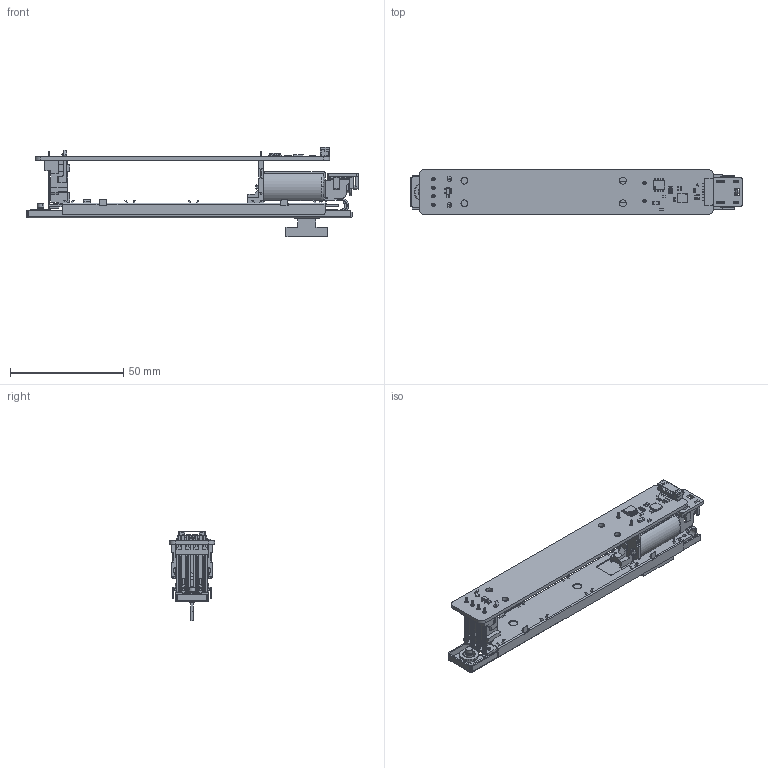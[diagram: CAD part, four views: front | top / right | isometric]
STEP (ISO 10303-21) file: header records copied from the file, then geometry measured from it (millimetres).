
FILE_DESCRIPTION(('FreeCAD Model'),'2;1');
FILE_NAME('motorized-poti.step', '2017-11-09T14:21:51',('kicad StepUp'),('ksu MCAD'), 'Open CASCADE STEP processor 6.8','FreeCAD','Unknown');
FILE_SCHEMA(('AUTOMOTIVE_DESIGN_CC2 { 1 2 10303 214 -1 1 5 4 }'));
Length unit declared in the file: millimetre
Products named in the file (18): Pcb; C_1206_; C_0603_; QFN-24_4x4mm_Pitch0.5mm_; C_0805_; C_0603_001; C_0603_002; C_0402_; C_0603_003; C_0603_004; BrickletConn_7pin_; R_0603_; R_4x0603_; SO-8_; C_0603_005; SOT-23-5_; Cut_; RSA0N11M9A0J_
Bounding box: 146.56 x 20 x 39.3 mm (x, y, z)
Volume: 24532.4 mm3; surface area: 23323.6 mm2
Topology: 21 solids, 21 shells, 3425 faces, 9632 edges, 6211 vertices
Faces by surface type: plane 2401, cylinder 736, bspline 166, torus 77, sphere 20, cone 20, revolution 5
Full cylindrical faces by diameter (mm): 1.5 x6, 2 x2, 3 x4
Entity records: 134008 total; most frequent: CARTESIAN_POINT 21531, ORIENTED_EDGE 19194, DIRECTION 17315, EDGE_CURVE 9597, LINE 7558, VECTOR 7558, VERTEX_POINT 6211, AXIS2_PLACEMENT_3D 4876
